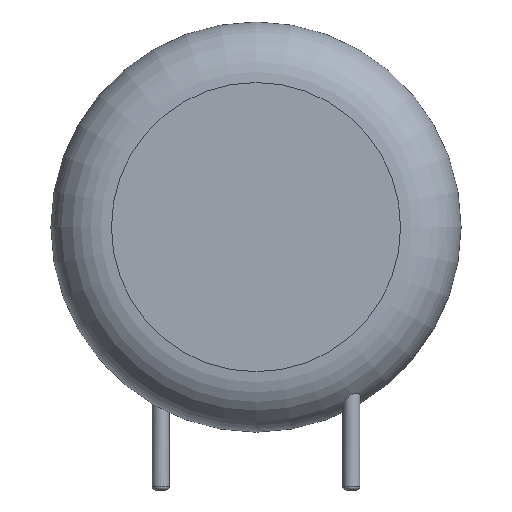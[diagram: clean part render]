
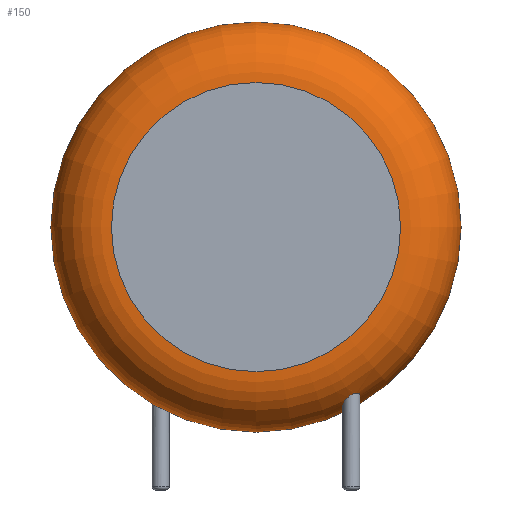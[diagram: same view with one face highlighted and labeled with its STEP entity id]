
A CAD part, front view. The second image highlights one B-rep face of the part: STEP entity #150.
In plain terms, the highlighted toroidal (fillet/blend) face has major radius 7.579 mm and minor radius 3.171 mm.
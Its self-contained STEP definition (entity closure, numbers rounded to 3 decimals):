
#24=VERTEX_POINT('',#25);
#25=CARTESIAN_POINT('',(15.75,-1.629,10.78));
#29=DIRECTION('',(0.,-1.,0.));
#30=ORIENTED_EDGE('',*,*,#31,.T.);
#31=EDGE_CURVE('',#24,#24,#32,.T.);
#32=CIRCLE('',#33,10.75);
#33=AXIS2_PLACEMENT_3D('',#34,#29,#35);
#34=CARTESIAN_POINT('',(5.,-1.629,10.78));
#35=DIRECTION('',(1.,0.,0.));
#150=ADVANCED_FACE('',(#151,#167),#242,.T.);
#151=FACE_BOUND('',#152,.T.);
#152=EDGE_LOOP('',(#30,#153,#161,#166));
#153=ORIENTED_EDGE('',*,*,#154,.T.);
#154=EDGE_CURVE('',#24,#155,#157,.T.);
#155=VERTEX_POINT('',#156);
#156=CARTESIAN_POINT('',(12.579,-4.8,10.78));
#157=CIRCLE('',#158,3.171);
#158=AXIS2_PLACEMENT_3D('',#159,#160,#35);
#159=CARTESIAN_POINT('',(12.579,-1.629,10.78));
#160=DIRECTION('',(0.,0.,-1.));
#161=ORIENTED_EDGE('',*,*,#162,.F.);
#162=EDGE_CURVE('',#155,#155,#163,.T.);
#163=CIRCLE('',#164,7.579);
#164=AXIS2_PLACEMENT_3D('',#165,#29,#35);
#165=CARTESIAN_POINT('',(5.,-4.8,10.78));
#166=ORIENTED_EDGE('',*,*,#154,.F.);
#167=FACE_BOUND('',#168,.T.);
#168=EDGE_LOOP('',(#169,#197));
#169=ORIENTED_EDGE('',*,*,#170,.T.);
#170=EDGE_CURVE('',#171,#173,#175,.T.);
#171=VERTEX_POINT('',#172);
#172=CARTESIAN_POINT('',(10.45,-3.1,1.936));
#173=VERTEX_POINT('',#174);
#174=CARTESIAN_POINT('',(9.63,-2.844,1.347));
#175=B_SPLINE_CURVE_WITH_KNOTS('',8,(#172,#176,#177,#178,#179,#180,#181,#182,#183,#184,#185,#186,#187,#188,#189,#190,#191,#192,#193,#194,#195,#196,#174),.UNSPECIFIED.,.F.,.F.,(9,7,7,9),(0.,0.247,0.561,1.),.UNSPECIFIED.);
#176=CARTESIAN_POINT('',(10.45,-3.066,1.915));
#177=CARTESIAN_POINT('',(10.447,-3.033,1.894));
#178=CARTESIAN_POINT('',(10.441,-3.,1.871));
#179=CARTESIAN_POINT('',(10.433,-2.968,1.848));
#180=CARTESIAN_POINT('',(10.422,-2.936,1.825));
#181=CARTESIAN_POINT('',(10.408,-2.906,1.801));
#182=CARTESIAN_POINT('',(10.392,-2.876,1.777));
#183=CARTESIAN_POINT('',(10.35,-2.814,1.721));
#184=CARTESIAN_POINT('',(10.322,-2.781,1.69));
#185=CARTESIAN_POINT('',(10.291,-2.751,1.658));
#186=CARTESIAN_POINT('',(10.257,-2.724,1.627));
#187=CARTESIAN_POINT('',(10.219,-2.702,1.596));
#188=CARTESIAN_POINT('',(10.178,-2.683,1.565));
#189=CARTESIAN_POINT('',(10.136,-2.669,1.536));
#190=CARTESIAN_POINT('',(10.029,-2.646,1.469));
#191=CARTESIAN_POINT('',(9.963,-2.643,1.432));
#192=CARTESIAN_POINT('',(9.896,-2.651,1.399));
#193=CARTESIAN_POINT('',(9.83,-2.671,1.373));
#194=CARTESIAN_POINT('',(9.768,-2.702,1.353));
#195=CARTESIAN_POINT('',(9.713,-2.742,1.342));
#196=CARTESIAN_POINT('',(9.667,-2.791,1.34));
#197=ORIENTED_EDGE('',*,*,#198,.T.);
#198=EDGE_CURVE('',#173,#171,#199,.T.);
#199=B_SPLINE_CURVE_WITH_KNOTS('',8,(#174,#200,#201,#202,#203,#204,#205,#206,#207,#208,#209,#210,#211,#212,#213,#214,#215,#216,#217,#218,#219,#220,#221,#222,#223,#224,#225,#226,#227,#228,#229,#230,#231,#232,#233,#234,#235,#236,#237,#238,#239,#240,#241,#172),.UNSPECIFIED.,.F.,.F.,(9,7,7,7,7,7,9),(0.,0.183,0.381,0.558,0.81,0.863,1.),.UNSPECIFIED.);
#200=CARTESIAN_POINT('',(9.606,-2.878,1.351));
#201=CARTESIAN_POINT('',(9.587,-2.914,1.359));
#202=CARTESIAN_POINT('',(9.571,-2.951,1.37));
#203=CARTESIAN_POINT('',(9.56,-2.989,1.384));
#204=CARTESIAN_POINT('',(9.552,-3.027,1.401));
#205=CARTESIAN_POINT('',(9.549,-3.066,1.42));
#206=CARTESIAN_POINT('',(9.548,-3.103,1.442));
#207=CARTESIAN_POINT('',(9.555,-3.18,1.492));
#208=CARTESIAN_POINT('',(9.563,-3.219,1.52));
#209=CARTESIAN_POINT('',(9.574,-3.257,1.55));
#210=CARTESIAN_POINT('',(9.589,-3.293,1.582));
#211=CARTESIAN_POINT('',(9.608,-3.327,1.615));
#212=CARTESIAN_POINT('',(9.629,-3.359,1.649));
#213=CARTESIAN_POINT('',(9.653,-3.389,1.684));
#214=CARTESIAN_POINT('',(9.704,-3.441,1.75));
#215=CARTESIAN_POINT('',(9.731,-3.463,1.782));
#216=CARTESIAN_POINT('',(9.759,-3.484,1.813));
#217=CARTESIAN_POINT('',(9.79,-3.501,1.844));
#218=CARTESIAN_POINT('',(9.822,-3.517,1.874));
#219=CARTESIAN_POINT('',(9.857,-3.529,1.904));
#220=CARTESIAN_POINT('',(9.893,-3.539,1.932));
#221=CARTESIAN_POINT('',(9.983,-3.553,1.995));
#222=CARTESIAN_POINT('',(10.04,-3.554,2.028));
#223=CARTESIAN_POINT('',(10.098,-3.547,2.056));
#224=CARTESIAN_POINT('',(10.155,-3.532,2.076));
#225=CARTESIAN_POINT('',(10.209,-3.508,2.087));
#226=CARTESIAN_POINT('',(10.259,-3.476,2.09));
#227=CARTESIAN_POINT('',(10.303,-3.438,2.085));
#228=CARTESIAN_POINT('',(10.347,-3.387,2.072));
#229=CARTESIAN_POINT('',(10.355,-3.378,2.07));
#230=CARTESIAN_POINT('',(10.362,-3.368,2.067));
#231=CARTESIAN_POINT('',(10.368,-3.359,2.064));
#232=CARTESIAN_POINT('',(10.375,-3.35,2.061));
#233=CARTESIAN_POINT('',(10.381,-3.34,2.057));
#234=CARTESIAN_POINT('',(10.387,-3.33,2.054));
#235=CARTESIAN_POINT('',(10.407,-3.294,2.039));
#236=CARTESIAN_POINT('',(10.419,-3.268,2.028));
#237=CARTESIAN_POINT('',(10.43,-3.24,2.015));
#238=CARTESIAN_POINT('',(10.438,-3.213,2.001));
#239=CARTESIAN_POINT('',(10.444,-3.184,1.986));
#240=CARTESIAN_POINT('',(10.448,-3.156,1.97));
#241=CARTESIAN_POINT('',(10.45,-3.128,1.953));
#242=TOROIDAL_SURFACE('',#33,7.579,3.171);
